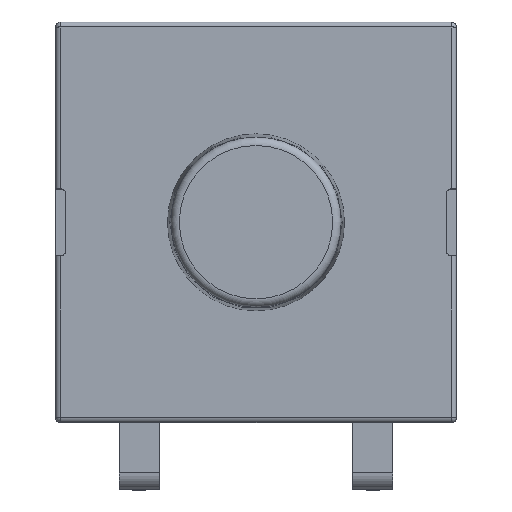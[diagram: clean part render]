
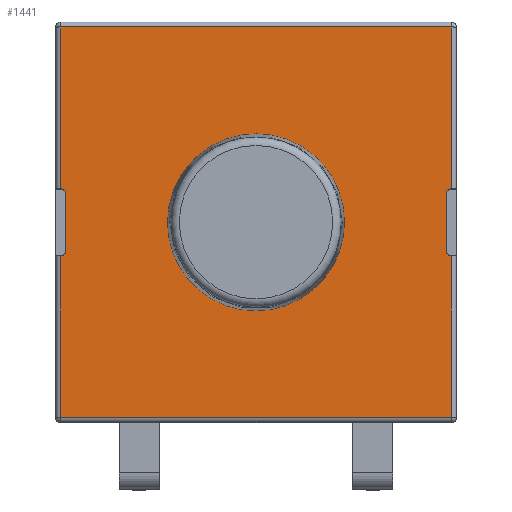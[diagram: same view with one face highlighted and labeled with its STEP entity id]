
A CAD part, top view. The second image highlights one B-rep face of the part: STEP entity #1441.
In plain terms, the highlighted planar face has unit normal (0, 0, 1).
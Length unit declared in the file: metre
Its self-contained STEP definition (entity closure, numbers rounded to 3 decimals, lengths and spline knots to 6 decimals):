
#66=CIRCLE('',#1750,0.00015);
#67=CIRCLE('',#1751,0.00015);
#68=CIRCLE('',#1752,0.00015);
#69=CIRCLE('',#1753,0.00015);
#70=CIRCLE('',#1754,0.00265);
#217=ORIENTED_EDGE('',*,*,#589,.F.);
#218=ORIENTED_EDGE('',*,*,#631,.T.);
#219=ORIENTED_EDGE('',*,*,#632,.T.);
#220=ORIENTED_EDGE('',*,*,#633,.T.);
#221=ORIENTED_EDGE('',*,*,#634,.T.);
#222=ORIENTED_EDGE('',*,*,#635,.T.);
#223=ORIENTED_EDGE('',*,*,#579,.T.);
#224=ORIENTED_EDGE('',*,*,#636,.T.);
#225=ORIENTED_EDGE('',*,*,#637,.T.);
#226=ORIENTED_EDGE('',*,*,#638,.T.);
#227=ORIENTED_EDGE('',*,*,#639,.T.);
#228=ORIENTED_EDGE('',*,*,#640,.T.);
#229=ORIENTED_EDGE('',*,*,#641,.F.);
#579=EDGE_CURVE('',#791,#790,#917,.T.);
#589=EDGE_CURVE('',#800,#801,#925,.T.);
#631=EDGE_CURVE('',#800,#781,#66,.F.);
#632=EDGE_CURVE('',#781,#834,#965,.F.);
#633=EDGE_CURVE('',#834,#835,#966,.T.);
#634=EDGE_CURVE('',#835,#786,#967,.T.);
#635=EDGE_CURVE('',#786,#791,#67,.F.);
#636=EDGE_CURVE('',#790,#793,#68,.F.);
#637=EDGE_CURVE('',#793,#836,#968,.T.);
#638=EDGE_CURVE('',#836,#837,#969,.F.);
#639=EDGE_CURVE('',#837,#798,#970,.F.);
#640=EDGE_CURVE('',#798,#801,#69,.F.);
#641=EDGE_CURVE('',#838,#838,#70,.T.);
#781=VERTEX_POINT('',#2386);
#786=VERTEX_POINT('',#2397);
#790=VERTEX_POINT('',#2406);
#791=VERTEX_POINT('',#2408);
#793=VERTEX_POINT('',#2413);
#798=VERTEX_POINT('',#2424);
#800=VERTEX_POINT('',#2430);
#801=VERTEX_POINT('',#2431);
#834=VERTEX_POINT('',#2513);
#835=VERTEX_POINT('',#2515);
#836=VERTEX_POINT('',#2520);
#837=VERTEX_POINT('',#2522);
#838=VERTEX_POINT('',#2526);
#917=LINE('',#2407,#1053);
#925=LINE('',#2429,#1061);
#965=LINE('',#2512,#1101);
#966=LINE('',#2514,#1102);
#967=LINE('',#2516,#1103);
#968=LINE('',#2519,#1104);
#969=LINE('',#2521,#1105);
#970=LINE('',#2523,#1106);
#1053=VECTOR('',#1931,1.);
#1061=VECTOR('',#1949,1.);
#1101=VECTOR('',#2007,1.);
#1102=VECTOR('',#2008,1.);
#1103=VECTOR('',#2009,1.);
#1104=VECTOR('',#2014,1.);
#1105=VECTOR('',#2015,1.);
#1106=VECTOR('',#2016,1.);
#1185=EDGE_LOOP('',(#217,#218,#219,#220,#221,#222,#223,#224,#225,#226,#227,
#228));
#1186=EDGE_LOOP('',(#229));
#1277=FACE_BOUND('',#1185,.T.);
#1278=FACE_BOUND('',#1186,.T.);
#1367=PLANE('',#1749);
#1441=ADVANCED_FACE('',(#1277,#1278),#1367,.T.);
#1749=AXIS2_PLACEMENT_3D('',#2510,#2003,#2004);
#1750=AXIS2_PLACEMENT_3D('',#2511,#2005,#2006);
#1751=AXIS2_PLACEMENT_3D('',#2517,#2010,#2011);
#1752=AXIS2_PLACEMENT_3D('',#2518,#2012,#2013);
#1753=AXIS2_PLACEMENT_3D('',#2524,#2017,#2018);
#1754=AXIS2_PLACEMENT_3D('',#2525,#2019,#2020);
#1931=DIRECTION('',(0.,-1.,0.));
#1949=DIRECTION('',(0.,-1.,0.));
#2003=DIRECTION('',(0.,0.,1.));
#2004=DIRECTION('',(1.,0.,0.));
#2005=DIRECTION('',(0.,0.,1.));
#2006=DIRECTION('',(1.,0.,0.));
#2007=DIRECTION('',(0.,-1.,0.));
#2008=DIRECTION('',(-1.,0.,0.));
#2009=DIRECTION('',(0.,-1.,0.));
#2010=DIRECTION('',(0.,0.,1.));
#2011=DIRECTION('',(1.,0.,0.));
#2012=DIRECTION('',(0.,0.,1.));
#2013=DIRECTION('',(1.,0.,0.));
#2014=DIRECTION('',(0.,-1.,0.));
#2015=DIRECTION('',(-1.,0.,0.));
#2016=DIRECTION('',(0.,-1.,0.));
#2017=DIRECTION('',(0.,0.,1.));
#2018=DIRECTION('',(1.,0.,0.));
#2019=DIRECTION('',(0.,0.,1.));
#2020=DIRECTION('',(1.,0.,0.));
#2386=CARTESIAN_POINT('',(0.00585,0.001,0.003));
#2397=CARTESIAN_POINT('',(-0.00585,0.001,0.003));
#2406=CARTESIAN_POINT('',(-0.0057,-0.00085,0.003));
#2407=CARTESIAN_POINT('',(-0.0057,0.,0.003));
#2408=CARTESIAN_POINT('',(-0.0057,0.00085,0.003));
#2413=CARTESIAN_POINT('',(-0.00585,-0.001,0.003));
#2424=CARTESIAN_POINT('',(0.00585,-0.001,0.003));
#2429=CARTESIAN_POINT('',(0.0057,0.,0.003));
#2430=CARTESIAN_POINT('',(0.0057,0.00085,0.003));
#2431=CARTESIAN_POINT('',(0.0057,-0.00085,0.003));
#2510=CARTESIAN_POINT('',(0.,0.,0.003));
#2511=CARTESIAN_POINT('',(0.00585,0.00085,0.003));
#2512=CARTESIAN_POINT('',(0.00585,0.006,0.003));
#2513=CARTESIAN_POINT('',(0.00585,0.00585,0.003));
#2514=CARTESIAN_POINT('',(0.,0.00585,0.003));
#2515=CARTESIAN_POINT('',(-0.00585,0.00585,0.003));
#2516=CARTESIAN_POINT('',(-0.00585,0.,0.003));
#2517=CARTESIAN_POINT('',(-0.00585,0.00085,0.003));
#2518=CARTESIAN_POINT('',(-0.00585,-0.00085,0.003));
#2519=CARTESIAN_POINT('',(-0.00585,0.,0.003));
#2520=CARTESIAN_POINT('',(-0.00585,-0.00585,0.003));
#2521=CARTESIAN_POINT('',(0.006,-0.00585,0.003));
#2522=CARTESIAN_POINT('',(0.00585,-0.00585,0.003));
#2523=CARTESIAN_POINT('',(0.00585,-0.001,0.003));
#2524=CARTESIAN_POINT('',(0.00585,-0.00085,0.003));
#2525=CARTESIAN_POINT('',(0.,0.,0.003));
#2526=CARTESIAN_POINT('',(0.00265,0.,0.003));
